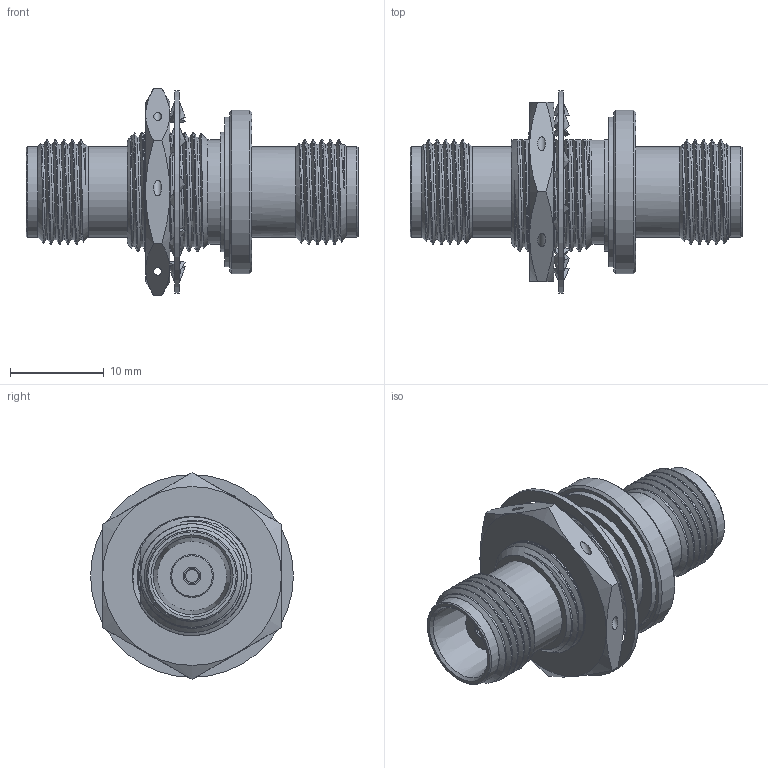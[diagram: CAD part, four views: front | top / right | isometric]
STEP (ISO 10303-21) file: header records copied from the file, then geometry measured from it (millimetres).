
FILE_DESCRIPTION (( 'STEP AP203' ), '1' );
FILE_NAME ('PE91430_3D.step', '2020-06-16T19:45:24', ( '' ), ( '' ), 'SwSTEP 2.0', 'SolidWorks 2018', '' );
FILE_SCHEMA (( 'CONFIG_CONTROL_DESIGN' ));
Length unit declared in the file: inch
Products named in the file (1): PE91430_3D
Bounding box: 35.36 x 21.59 x 22 mm (x, y, z)
Volume: 3451.4 mm3; surface area: 4025.9 mm2
Topology: 4 solids, 4 shells, 259 faces, 712 edges, 475 vertices
Faces by surface type: plane 89, bspline 80, cylinder 50, cone 40
Full cylindrical faces by diameter (mm): 0.838 x3, 1.346 x2, 1.854 x2, 4.572 x2, 9.652 x4, 12.7 x1, 13.185 x1, 15.915 x1, 16.18 x1, 17.45 x1, 21.59 x1
Entity records: 24479 total; most frequent: CARTESIAN_POINT 18898, ORIENTED_EDGE 1308, DIRECTION 873, EDGE_CURVE 654, VERTEX_POINT 452, AXIS2_PLACEMENT_3D 336, EDGE_LOOP 316, FACE_OUTER_BOUND 276
